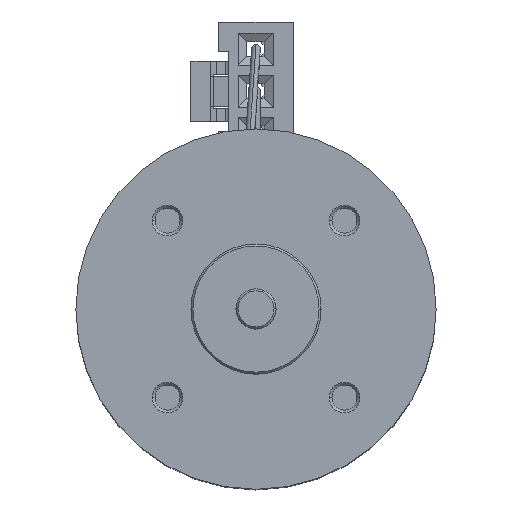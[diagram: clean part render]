
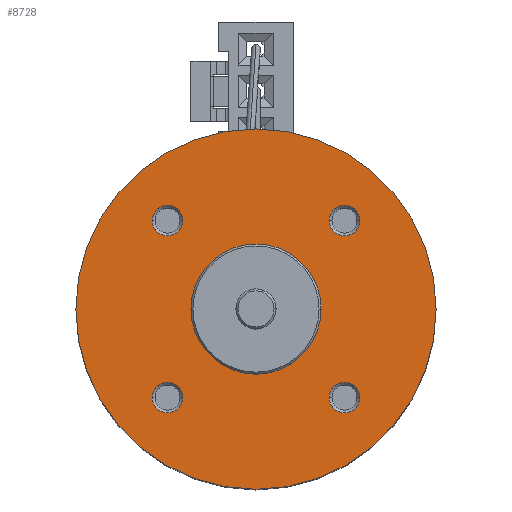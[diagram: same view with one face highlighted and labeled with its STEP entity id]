
A CAD part, top view. The second image highlights one B-rep face of the part: STEP entity #8728.
In plain terms, the highlighted planar face has unit normal (0, 0, 1).
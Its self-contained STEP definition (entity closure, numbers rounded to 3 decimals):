
#288 = CARTESIAN_POINT ( 'NONE',  ( 0., 0., 40.2 ) ) ;
#289 = DIRECTION ( 'NONE',  ( 0., 0., 1. ) ) ;
#290 = DIRECTION ( 'NONE',  ( 1., 0., 0. ) ) ;
#418 = CARTESIAN_POINT ( 'NONE',  ( -8.839, 8.839, 40.2 ) ) ;
#419 = DIRECTION ( 'NONE',  ( 0., 0., 1. ) ) ;
#420 = DIRECTION ( 'NONE',  ( 1., 0., 0. ) ) ;
#455 = CARTESIAN_POINT ( 'NONE',  ( -8.839, -8.839, 40.2 ) ) ;
#456 = DIRECTION ( 'NONE',  ( 0., 0., 1. ) ) ;
#457 = DIRECTION ( 'NONE',  ( 1., 0., 0. ) ) ;
#485 = CARTESIAN_POINT ( 'NONE',  ( 8.839, -8.839, 40.2 ) ) ;
#486 = DIRECTION ( 'NONE',  ( 0., 0., 1. ) ) ;
#487 = DIRECTION ( 'NONE',  ( 1., 0., 0. ) ) ;
#890 = AXIS2_PLACEMENT_3D ( 'NONE', #6376, #6372, #6378 ) ;
#1286 = CARTESIAN_POINT ( 'NONE',  ( 18., 0., 40.2 ) ) ;
#1289 = CARTESIAN_POINT ( 'NONE',  ( 10.364, 8.839, 40.2 ) ) ;
#1290 = CARTESIAN_POINT ( 'NONE',  ( 7.314, 8.839, 40.2 ) ) ;
#1294 = CARTESIAN_POINT ( 'NONE',  ( -18., 0., 40.2 ) ) ;
#1295 = CARTESIAN_POINT ( 'NONE',  ( -7.314, 8.839, 40.2 ) ) ;
#1296 = CARTESIAN_POINT ( 'NONE',  ( -10.364, 8.839, 40.2 ) ) ;
#1301 = CARTESIAN_POINT ( 'NONE',  ( -7.314, -8.839, 40.2 ) ) ;
#1302 = CARTESIAN_POINT ( 'NONE',  ( -10.364, -8.839, 40.2 ) ) ;
#1307 = CARTESIAN_POINT ( 'NONE',  ( 10.364, -8.839, 40.2 ) ) ;
#1308 = CARTESIAN_POINT ( 'NONE',  ( 7.314, -8.839, 40.2 ) ) ;
#1311 = CARTESIAN_POINT ( 'NONE',  ( -6.5, 0., 40.2 ) ) ;
#1313 = CARTESIAN_POINT ( 'NONE',  ( 6.5, 0., 40.2 ) ) ;
#1540 = CIRCLE ( 'NONE', #5967, 6.5 ) ;
#1543 = CIRCLE ( 'NONE', #5968, 1.525 ) ;
#1546 = CIRCLE ( 'NONE', #5971, 1.525 ) ;
#1549 = CIRCLE ( 'NONE', #5974, 1.525 ) ;
#1552 = CIRCLE ( 'NONE', #5977, 1.525 ) ;
#1555 = CIRCLE ( 'NONE', #5980, 18. ) ;
#1578 = CIRCLE ( 'NONE', #5990, 18. ) ;
#1586 = CIRCLE ( 'NONE', #5992, 1.525 ) ;
#1662 = CIRCLE ( 'NONE', #6012, 1.525 ) ;
#1691 = CIRCLE ( 'NONE', #6015, 1.525 ) ;
#1718 = CIRCLE ( 'NONE', #6018, 1.525 ) ;
#1742 = CIRCLE ( 'NONE', #6020, 6.5 ) ;
#2332 = CARTESIAN_POINT ( 'NONE',  ( 0., 0., 40.2 ) ) ;
#2333 = DIRECTION ( 'NONE',  ( 0., 0., 1. ) ) ;
#2334 = DIRECTION ( 'NONE',  ( 1., 0., 0. ) ) ;
#2335 = CARTESIAN_POINT ( 'NONE',  ( 8.839, -8.839, 40.2 ) ) ;
#2336 = DIRECTION ( 'NONE',  ( 0., 0., 1. ) ) ;
#2337 = DIRECTION ( 'NONE',  ( 1., 0., 0. ) ) ;
#2344 = CARTESIAN_POINT ( 'NONE',  ( -8.839, -8.839, 40.2 ) ) ;
#2345 = DIRECTION ( 'NONE',  ( 0., 0., 1. ) ) ;
#2346 = DIRECTION ( 'NONE',  ( 1., 0., 0. ) ) ;
#2353 = CARTESIAN_POINT ( 'NONE',  ( -8.839, 8.839, 40.2 ) ) ;
#2354 = DIRECTION ( 'NONE',  ( 0., 0., 1. ) ) ;
#2355 = DIRECTION ( 'NONE',  ( 1., 0., 0. ) ) ;
#2362 = CARTESIAN_POINT ( 'NONE',  ( 8.839, 8.839, 40.2 ) ) ;
#2363 = DIRECTION ( 'NONE',  ( 0., 0., 1. ) ) ;
#2364 = DIRECTION ( 'NONE',  ( 1., 0., 0. ) ) ;
#2371 = CARTESIAN_POINT ( 'NONE',  ( 0., 0., 40.2 ) ) ;
#2372 = DIRECTION ( 'NONE',  ( 0., 0., 1. ) ) ;
#2373 = DIRECTION ( 'NONE',  ( 1., 0., 0. ) ) ;
#2418 = CARTESIAN_POINT ( 'NONE',  ( 0., 0., 40.2 ) ) ;
#2419 = DIRECTION ( 'NONE',  ( 0., 0., 1. ) ) ;
#2420 = DIRECTION ( 'NONE',  ( 1., 0., 0. ) ) ;
#2430 = CARTESIAN_POINT ( 'NONE',  ( 8.839, 8.839, 40.2 ) ) ;
#2431 = DIRECTION ( 'NONE',  ( 0., 0., 1. ) ) ;
#2432 = DIRECTION ( 'NONE',  ( 1., 0., 0. ) ) ;
#5726 = FACE_BOUND ( 'NONE', #7317, .T. ) ;
#5736 = FACE_OUTER_BOUND ( 'NONE', #7320, .T. ) ;
#5737 = FACE_BOUND ( 'NONE', #7318, .T. ) ;
#5738 = FACE_BOUND ( 'NONE', #7324, .T. ) ;
#5740 = FACE_BOUND ( 'NONE', #7327, .T. ) ;
#5741 = FACE_BOUND ( 'NONE', #7316, .T. ) ;
#5967 = AXIS2_PLACEMENT_3D ( 'NONE', #2332, #2333, #2334 ) ;
#5968 = AXIS2_PLACEMENT_3D ( 'NONE', #2335, #2336, #2337 ) ;
#5971 = AXIS2_PLACEMENT_3D ( 'NONE', #2344, #2345, #2346 ) ;
#5974 = AXIS2_PLACEMENT_3D ( 'NONE', #2353, #2354, #2355 ) ;
#5977 = AXIS2_PLACEMENT_3D ( 'NONE', #2362, #2363, #2364 ) ;
#5980 = AXIS2_PLACEMENT_3D ( 'NONE', #2371, #2372, #2373 ) ;
#5990 = AXIS2_PLACEMENT_3D ( 'NONE', #2418, #2419, #2420 ) ;
#5992 = AXIS2_PLACEMENT_3D ( 'NONE', #2430, #2431, #2432 ) ;
#6012 = AXIS2_PLACEMENT_3D ( 'NONE', #418, #419, #420 ) ;
#6015 = AXIS2_PLACEMENT_3D ( 'NONE', #455, #456, #457 ) ;
#6018 = AXIS2_PLACEMENT_3D ( 'NONE', #485, #486, #487 ) ;
#6020 = AXIS2_PLACEMENT_3D ( 'NONE', #288, #289, #290 ) ;
#6372 = DIRECTION ( 'NONE',  ( 0., 0., 1. ) ) ;
#6374 = PLANE ( 'NONE',  #890 ) ;
#6376 = CARTESIAN_POINT ( 'NONE',  ( 0., 0., 40.2 ) ) ;
#6378 = DIRECTION ( 'NONE',  ( 1., 0., 0. ) ) ;
#7316 = EDGE_LOOP ( 'NONE', ( #11248, #11247 ) ) ;
#7317 = EDGE_LOOP ( 'NONE', ( #11258, #11257 ) ) ;
#7318 = EDGE_LOOP ( 'NONE', ( #11252, #11251 ) ) ;
#7320 = EDGE_LOOP ( 'NONE', ( #11250, #11249 ) ) ;
#7324 = EDGE_LOOP ( 'NONE', ( #11254, #11253 ) ) ;
#7327 = EDGE_LOOP ( 'NONE', ( #11256, #11255 ) ) ;
#8728 = ADVANCED_FACE ( 'NONE', ( #5726, #5740, #5738, #5737, #5736, #5741 ), #6374, .T. ) ;
#9148 = EDGE_CURVE ( 'NONE', #11175, #11177, #1540, .T. ) ;
#9149 = EDGE_CURVE ( 'NONE', #11171, #11172, #1543, .T. ) ;
#9152 = EDGE_CURVE ( 'NONE', #11165, #11166, #1546, .T. ) ;
#9155 = EDGE_CURVE ( 'NONE', #11159, #11160, #1549, .T. ) ;
#9158 = EDGE_CURVE ( 'NONE', #11153, #11154, #1552, .T. ) ;
#9161 = EDGE_CURVE ( 'NONE', #11158, #11150, #1555, .T. ) ;
#9178 = EDGE_CURVE ( 'NONE', #11150, #11158, #1578, .T. ) ;
#9183 = EDGE_CURVE ( 'NONE', #11154, #11153, #1586, .T. ) ;
#9233 = EDGE_CURVE ( 'NONE', #11160, #11159, #1662, .T. ) ;
#9250 = EDGE_CURVE ( 'NONE', #11166, #11165, #1691, .T. ) ;
#9264 = EDGE_CURVE ( 'NONE', #11172, #11171, #1718, .T. ) ;
#9277 = EDGE_CURVE ( 'NONE', #11177, #11175, #1742, .T. ) ;
#11150 = VERTEX_POINT ( 'NONE', #1286 ) ;
#11153 = VERTEX_POINT ( 'NONE', #1289 ) ;
#11154 = VERTEX_POINT ( 'NONE', #1290 ) ;
#11158 = VERTEX_POINT ( 'NONE', #1294 ) ;
#11159 = VERTEX_POINT ( 'NONE', #1295 ) ;
#11160 = VERTEX_POINT ( 'NONE', #1296 ) ;
#11165 = VERTEX_POINT ( 'NONE', #1301 ) ;
#11166 = VERTEX_POINT ( 'NONE', #1302 ) ;
#11171 = VERTEX_POINT ( 'NONE', #1307 ) ;
#11172 = VERTEX_POINT ( 'NONE', #1308 ) ;
#11175 = VERTEX_POINT ( 'NONE', #1311 ) ;
#11177 = VERTEX_POINT ( 'NONE', #1313 ) ;
#11247 = ORIENTED_EDGE ( 'NONE', *, *, #9277, .F. ) ;
#11248 = ORIENTED_EDGE ( 'NONE', *, *, #9148, .F. ) ;
#11249 = ORIENTED_EDGE ( 'NONE', *, *, #9178, .T. ) ;
#11250 = ORIENTED_EDGE ( 'NONE', *, *, #9161, .T. ) ;
#11251 = ORIENTED_EDGE ( 'NONE', *, *, #9183, .F. ) ;
#11252 = ORIENTED_EDGE ( 'NONE', *, *, #9158, .F. ) ;
#11253 = ORIENTED_EDGE ( 'NONE', *, *, #9233, .F. ) ;
#11254 = ORIENTED_EDGE ( 'NONE', *, *, #9155, .F. ) ;
#11255 = ORIENTED_EDGE ( 'NONE', *, *, #9250, .F. ) ;
#11256 = ORIENTED_EDGE ( 'NONE', *, *, #9152, .F. ) ;
#11257 = ORIENTED_EDGE ( 'NONE', *, *, #9264, .F. ) ;
#11258 = ORIENTED_EDGE ( 'NONE', *, *, #9149, .F. ) ;
